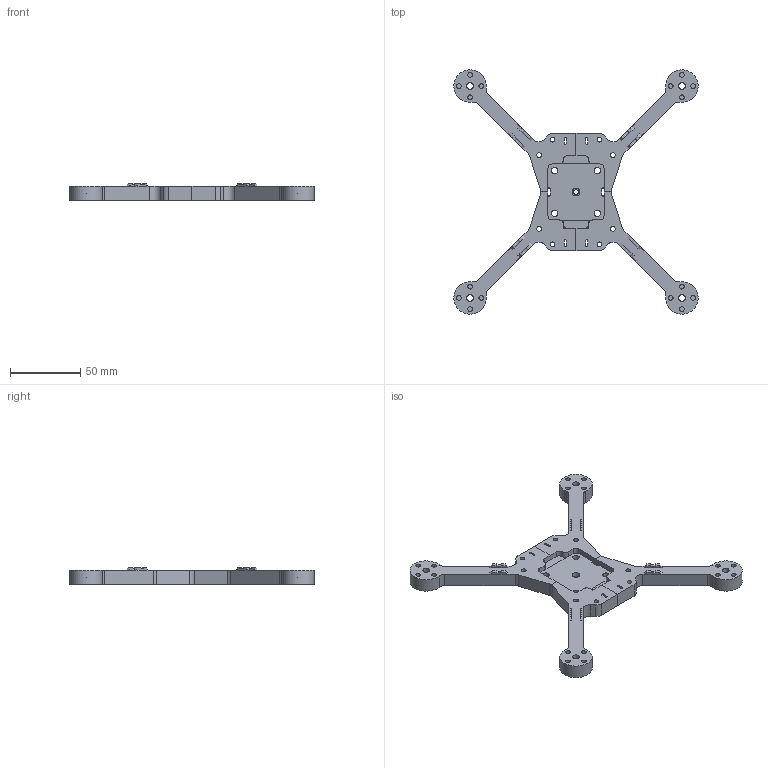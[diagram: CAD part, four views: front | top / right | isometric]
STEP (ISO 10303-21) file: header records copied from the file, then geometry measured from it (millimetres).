
FILE_DESCRIPTION(('FreeCAD Model'),'2;1');
FILE_NAME('Open CASCADE Shape Model','2025-07-19T18:36:46',(''),(''), 'Open CASCADE STEP processor 7.9','FreeCAD','Unknown');
FILE_SCHEMA(('AUTOMOTIVE_DESIGN { 1 0 10303 214 1 1 1 1 }'));
Length unit declared in the file: millimetre
Products named in the file (1): Bottom
Bounding box: 174.52 x 174.52 x 12 mm (x, y, z)
Volume: 73726 mm3; surface area: 31376.8 mm2
Topology: 1 solids, 1 shells, 403 faces, 983 edges, 642 vertices
Faces by surface type: plane 288, cylinder 99, cone 16
Full cylindrical faces by diameter (mm): 3.3 x24, 4.7 x8, 5.6 x1
Entity records: 25114 total; most frequent: CARTESIAN_POINT 5015, DIRECTION 3813, LINE 2337, VECTOR 2337, ORIENTED_EDGE 1966, PCURVE 1966, DEFINITIONAL_REPRESENTATION 1966, EDGE_CURVE 983
